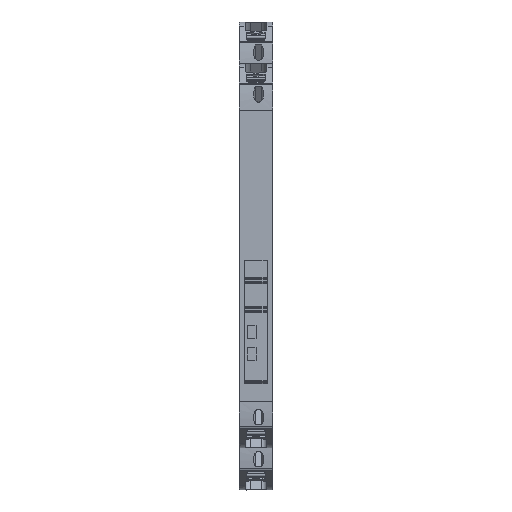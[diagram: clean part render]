
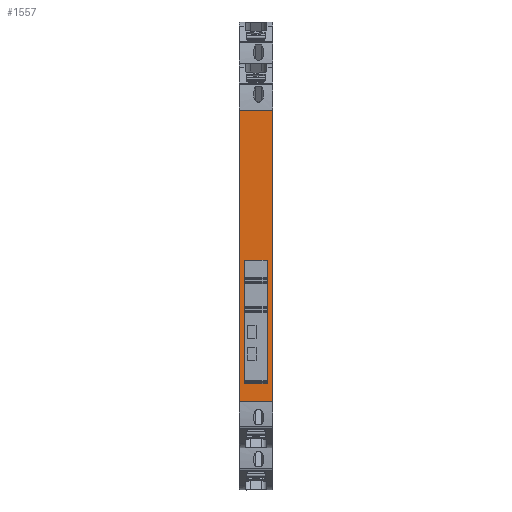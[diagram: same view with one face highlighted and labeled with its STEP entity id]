
A CAD part, top view. The second image highlights one B-rep face of the part: STEP entity #1557.
In plain terms, the highlighted planar face has unit normal (0, 0, 1).
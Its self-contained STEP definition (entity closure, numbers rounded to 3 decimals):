
#1503=AXIS2_PLACEMENT_3D('Plane Axis2P3D',#1500,#1501,#1502) ;
#805=CARTESIAN_POINT('Vertex',(0.,16.884,62.45)) ;
#808=CARTESIAN_POINT('Line Origine',(0.,44.684,62.45)) ;
#812=CARTESIAN_POINT('Vertex',(0.,72.484,62.45)) ;
#1330=CARTESIAN_POINT('Line Origine',(3.72,72.484,62.45)) ;
#1334=CARTESIAN_POINT('Vertex',(6.4,72.484,62.45)) ;
#1500=CARTESIAN_POINT('Axis2P3D Location',(3.21,0.884,62.45)) ;
#1505=CARTESIAN_POINT('Line Origine',(3.2,16.884,62.45)) ;
#1509=CARTESIAN_POINT('Vertex',(6.4,16.884,62.45)) ;
#1512=CARTESIAN_POINT('Line Origine',(6.4,44.684,62.45)) ;
#1523=CARTESIAN_POINT('Line Origine',(3.17,20.234,62.45)) ;
#1527=CARTESIAN_POINT('Vertex',(1.02,20.234,62.45)) ;
#1529=CARTESIAN_POINT('Vertex',(5.32,20.234,62.45)) ;
#1532=CARTESIAN_POINT('Line Origine',(1.02,32.04,62.45)) ;
#1536=CARTESIAN_POINT('Vertex',(1.02,43.847,62.45)) ;
#1539=CARTESIAN_POINT('Line Origine',(3.17,43.847,62.45)) ;
#1543=CARTESIAN_POINT('Vertex',(5.32,43.847,62.45)) ;
#1546=CARTESIAN_POINT('Line Origine',(5.32,32.04,62.45)) ;
#809=DIRECTION('Vector Direction',(0.,1.,0.)) ;
#1331=DIRECTION('Vector Direction',(-1.,0.,0.)) ;
#1501=DIRECTION('Axis2P3D Direction',(0.,0.,1.)) ;
#1502=DIRECTION('Axis2P3D XDirection',(0.,1.,0.)) ;
#1506=DIRECTION('Vector Direction',(-1.,0.,0.)) ;
#1513=DIRECTION('Vector Direction',(0.,1.,0.)) ;
#1524=DIRECTION('Vector Direction',(1.,0.,0.)) ;
#1533=DIRECTION('Vector Direction',(0.,1.,0.)) ;
#1540=DIRECTION('Vector Direction',(-1.,0.,0.)) ;
#1547=DIRECTION('Vector Direction',(0.,1.,0.)) ;
#810=VECTOR('Line Direction',#809,1.) ;
#1332=VECTOR('Line Direction',#1331,1.) ;
#1507=VECTOR('Line Direction',#1506,1.) ;
#1514=VECTOR('Line Direction',#1513,1.) ;
#1525=VECTOR('Line Direction',#1524,1.) ;
#1534=VECTOR('Line Direction',#1533,1.) ;
#1541=VECTOR('Line Direction',#1540,1.) ;
#1548=VECTOR('Line Direction',#1547,1.) ;
#1518=ORIENTED_EDGE('',*,*,#1511,.T.) ;
#1519=ORIENTED_EDGE('',*,*,#1516,.F.) ;
#1520=ORIENTED_EDGE('',*,*,#1336,.F.) ;
#1521=ORIENTED_EDGE('',*,*,#814,.F.) ;
#1552=ORIENTED_EDGE('',*,*,#1531,.F.) ;
#1553=ORIENTED_EDGE('',*,*,#1538,.T.) ;
#1554=ORIENTED_EDGE('',*,*,#1545,.T.) ;
#1555=ORIENTED_EDGE('',*,*,#1550,.F.) ;
#1556=FACE_BOUND('',#1551,.T.) ;
#1557=ADVANCED_FACE('Termseries',(#1522,#1556),#1504,.T.) ;
#814=EDGE_CURVE('',#806,#813,#811,.T.) ;
#1336=EDGE_CURVE('',#813,#1335,#1333,.F.) ;
#1511=EDGE_CURVE('',#806,#1510,#1508,.F.) ;
#1516=EDGE_CURVE('',#1335,#1510,#1515,.F.) ;
#1531=EDGE_CURVE('',#1528,#1530,#1526,.T.) ;
#1538=EDGE_CURVE('',#1528,#1537,#1535,.T.) ;
#1545=EDGE_CURVE('',#1537,#1544,#1542,.F.) ;
#1550=EDGE_CURVE('',#1530,#1544,#1549,.T.) ;
#1517=EDGE_LOOP('',(#1518,#1519,#1520,#1521)) ;
#1551=EDGE_LOOP('',(#1552,#1553,#1554,#1555)) ;
#1522=FACE_OUTER_BOUND('',#1517,.T.) ;
#811=LINE('Line',#808,#810) ;
#1333=LINE('Line',#1330,#1332) ;
#1508=LINE('Line',#1505,#1507) ;
#1515=LINE('Line',#1512,#1514) ;
#1526=LINE('Line',#1523,#1525) ;
#1535=LINE('Line',#1532,#1534) ;
#1542=LINE('Line',#1539,#1541) ;
#1549=LINE('Line',#1546,#1548) ;
#1504=PLANE('',#1503) ;
#806=VERTEX_POINT('',#805) ;
#813=VERTEX_POINT('',#812) ;
#1335=VERTEX_POINT('',#1334) ;
#1510=VERTEX_POINT('',#1509) ;
#1528=VERTEX_POINT('',#1527) ;
#1530=VERTEX_POINT('',#1529) ;
#1537=VERTEX_POINT('',#1536) ;
#1544=VERTEX_POINT('',#1543) ;
